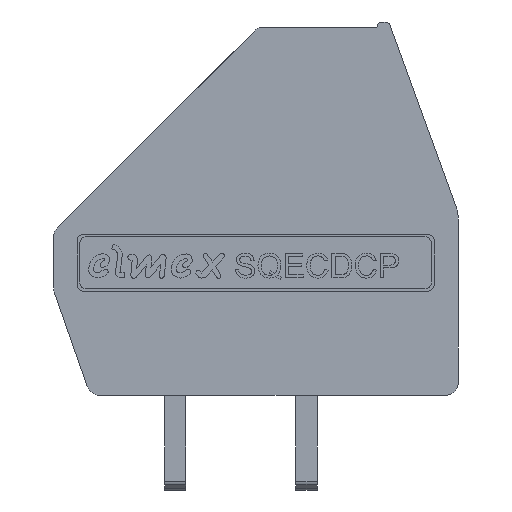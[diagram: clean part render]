
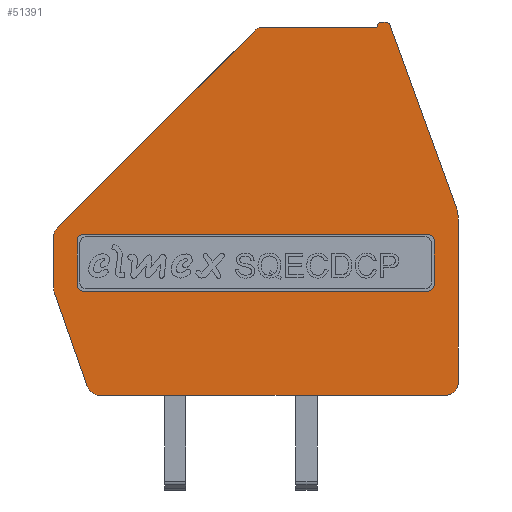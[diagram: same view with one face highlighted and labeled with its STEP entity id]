
A CAD part, front view. The second image highlights one B-rep face of the part: STEP entity #51391.
In plain terms, the highlighted planar face has unit normal (0, -1, 0).
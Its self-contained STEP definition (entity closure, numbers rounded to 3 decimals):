
#1940=CIRCLE('',#53987,0.25);
#1941=CIRCLE('',#53990,0.25);
#1942=CIRCLE('',#53993,0.25);
#1943=CIRCLE('',#53996,0.25);
#1945=CIRCLE('',#54001,0.5);
#1946=CIRCLE('',#54005,0.2);
#1948=CIRCLE('',#54009,0.2);
#1951=CIRCLE('',#54014,1.5);
#2008=CIRCLE('',#54160,0.5);
#2010=CIRCLE('',#54163,0.5);
#2062=CIRCLE('',#54283,0.5);
#2064=CIRCLE('',#54287,0.5);
#4930=LINE('',#77891,#8534);
#4933=LINE('',#77899,#8537);
#4936=LINE('',#77907,#8540);
#4939=LINE('',#77915,#8543);
#4942=LINE('',#77922,#8546);
#4946=LINE('',#77934,#8550);
#4951=LINE('',#77945,#8555);
#4953=LINE('',#77953,#8557);
#4957=LINE('',#77965,#8561);
#4961=LINE('',#77977,#8565);
#5248=LINE('',#79215,#8852);
#5249=LINE('',#79216,#8853);
#8534=VECTOR('',#61762,1000.);
#8537=VECTOR('',#61771,1000.);
#8540=VECTOR('',#61780,1000.);
#8543=VECTOR('',#61789,1000.);
#8546=VECTOR('',#61794,1000.);
#8550=VECTOR('',#61806,1000.);
#8555=VECTOR('',#61813,1000.);
#8557=VECTOR('',#61823,1000.);
#8561=VECTOR('',#61835,1000.);
#8565=VECTOR('',#61847,1000.);
#8852=VECTOR('',#62680,1000.);
#8853=VECTOR('',#62681,1000.);
#18077=ORIENTED_EDGE('',*,*,#24583,.T.);
#18078=ORIENTED_EDGE('',*,*,#24582,.T.);
#18079=ORIENTED_EDGE('',*,*,#24577,.T.);
#18080=ORIENTED_EDGE('',*,*,#24574,.T.);
#18081=ORIENTED_EDGE('',*,*,#24571,.T.);
#18082=ORIENTED_EDGE('',*,*,#24568,.T.);
#18083=ORIENTED_EDGE('',*,*,#24567,.T.);
#18084=ORIENTED_EDGE('',*,*,#24791,.T.);
#18085=ORIENTED_EDGE('',*,*,#25043,.T.);
#18086=ORIENTED_EDGE('',*,*,#24793,.T.);
#18087=ORIENTED_EDGE('',*,*,#24562,.T.);
#18088=ORIENTED_EDGE('',*,*,#24559,.T.);
#18089=ORIENTED_EDGE('',*,*,#24556,.T.);
#18090=ORIENTED_EDGE('',*,*,#25042,.T.);
#18091=ORIENTED_EDGE('',*,*,#25044,.T.);
#18092=ORIENTED_EDGE('',*,*,#25036,.T.);
#18093=ORIENTED_EDGE('',*,*,#24553,.T.);
#18094=ORIENTED_EDGE('',*,*,#24551,.T.);
#18095=ORIENTED_EDGE('',*,*,#24549,.T.);
#18096=ORIENTED_EDGE('',*,*,#24547,.T.);
#18097=ORIENTED_EDGE('',*,*,#24545,.T.);
#18098=ORIENTED_EDGE('',*,*,#24543,.T.);
#18099=ORIENTED_EDGE('',*,*,#24541,.T.);
#18100=ORIENTED_EDGE('',*,*,#24539,.T.);
#24539=EDGE_CURVE('',#28739,#28738,#1940,.F.);
#24541=EDGE_CURVE('',#28740,#28739,#4930,.T.);
#24543=EDGE_CURVE('',#28741,#28740,#1941,.F.);
#24545=EDGE_CURVE('',#28742,#28741,#4933,.T.);
#24547=EDGE_CURVE('',#28743,#28742,#1942,.F.);
#24549=EDGE_CURVE('',#28744,#28743,#4936,.T.);
#24551=EDGE_CURVE('',#28745,#28744,#1943,.F.);
#24553=EDGE_CURVE('',#28738,#28745,#4939,.T.);
#24556=EDGE_CURVE('',#28749,#28748,#4942,.T.);
#24559=EDGE_CURVE('',#28751,#28749,#1945,.T.);
#24562=EDGE_CURVE('',#28753,#28751,#4946,.T.);
#24567=EDGE_CURVE('',#28755,#28757,#4951,.T.);
#24568=EDGE_CURVE('',#28758,#28755,#1946,.T.);
#24571=EDGE_CURVE('',#28760,#28758,#4953,.T.);
#24574=EDGE_CURVE('',#28762,#28760,#1948,.T.);
#24577=EDGE_CURVE('',#28764,#28762,#4957,.T.);
#24582=EDGE_CURVE('',#28767,#28764,#1951,.T.);
#24583=EDGE_CURVE('',#28768,#28767,#4961,.T.);
#24791=EDGE_CURVE('',#28757,#28890,#2008,.T.);
#24793=EDGE_CURVE('',#28892,#28753,#2010,.T.);
#25036=EDGE_CURVE('',#29078,#28768,#2062,.T.);
#25042=EDGE_CURVE('',#28748,#29080,#2064,.T.);
#25043=EDGE_CURVE('',#28890,#28892,#5248,.T.);
#25044=EDGE_CURVE('',#29080,#29078,#5249,.T.);
#28738=VERTEX_POINT('',#77886);
#28739=VERTEX_POINT('',#77888);
#28740=VERTEX_POINT('',#77892);
#28741=VERTEX_POINT('',#77896);
#28742=VERTEX_POINT('',#77900);
#28743=VERTEX_POINT('',#77904);
#28744=VERTEX_POINT('',#77908);
#28745=VERTEX_POINT('',#77912);
#28748=VERTEX_POINT('',#77921);
#28749=VERTEX_POINT('',#77923);
#28751=VERTEX_POINT('',#77929);
#28753=VERTEX_POINT('',#77935);
#28755=VERTEX_POINT('',#77940);
#28757=VERTEX_POINT('',#77944);
#28758=VERTEX_POINT('',#77948);
#28760=VERTEX_POINT('',#77954);
#28762=VERTEX_POINT('',#77960);
#28764=VERTEX_POINT('',#77966);
#28767=VERTEX_POINT('',#77973);
#28768=VERTEX_POINT('',#77978);
#28890=VERTEX_POINT('',#78474);
#28892=VERTEX_POINT('',#78480);
#29078=VERTEX_POINT('',#79203);
#29080=VERTEX_POINT('',#79212);
#31953=EDGE_LOOP('',(#18077,#18078,#18079,#18080,#18081,#18082,#18083,#18084,
#18085,#18086,#18087,#18088,#18089,#18090,#18091,#18092));
#31954=EDGE_LOOP('',(#18093,#18094,#18095,#18096,#18097,#18098,#18099,#18100));
#34135=FACE_BOUND('',#31953,.T.);
#34136=FACE_BOUND('',#31954,.T.);
#35543=PLANE('',#54288);
#51391=ADVANCED_FACE('',(#34135,#34136),#35543,.T.);
#53987=AXIS2_PLACEMENT_3D('',#77887,#61757,#61758);
#53990=AXIS2_PLACEMENT_3D('',#77895,#61766,#61767);
#53993=AXIS2_PLACEMENT_3D('',#77903,#61775,#61776);
#53996=AXIS2_PLACEMENT_3D('',#77911,#61784,#61785);
#54001=AXIS2_PLACEMENT_3D('',#77928,#61800,#61801);
#54005=AXIS2_PLACEMENT_3D('',#77947,#61816,#61817);
#54009=AXIS2_PLACEMENT_3D('',#77959,#61828,#61829);
#54014=AXIS2_PLACEMENT_3D('',#77975,#61843,#61844);
#54160=AXIS2_PLACEMENT_3D('',#78475,#62270,#62271);
#54163=AXIS2_PLACEMENT_3D('',#78479,#62276,#62277);
#54283=AXIS2_PLACEMENT_3D('',#79202,#62664,#62665);
#54287=AXIS2_PLACEMENT_3D('',#79213,#62676,#62677);
#54288=AXIS2_PLACEMENT_3D('',#79214,#62678,#62679);
#61757=DIRECTION('',(0.,-1.,0.));
#61758=DIRECTION('',(0.,0.,-1.));
#61762=DIRECTION('',(0.,0.,1.));
#61766=DIRECTION('',(0.,-1.,0.));
#61767=DIRECTION('',(0.,0.,-1.));
#61771=DIRECTION('',(-1.,0.,0.));
#61775=DIRECTION('',(0.,-1.,0.));
#61776=DIRECTION('',(0.,0.,-1.));
#61780=DIRECTION('',(0.,0.,-1.));
#61784=DIRECTION('',(0.,-1.,0.));
#61785=DIRECTION('',(0.,0.,-1.));
#61789=DIRECTION('',(1.,0.,0.));
#61794=DIRECTION('',(0.33,0.,-0.944));
#61800=DIRECTION('',(0.,-1.,0.));
#61801=DIRECTION('',(1.,0.,0.));
#61806=DIRECTION('',(0.,0.,-1.));
#61813=DIRECTION('',(-1.,0.,0.));
#61816=DIRECTION('',(0.,-1.,0.));
#61817=DIRECTION('',(1.,0.,0.));
#61823=DIRECTION('',(-1.,0.,0.));
#61828=DIRECTION('',(0.,-1.,0.));
#61829=DIRECTION('',(1.,0.,0.));
#61835=DIRECTION('',(-0.342,0.,0.94));
#61843=DIRECTION('',(0.,-1.,0.));
#61844=DIRECTION('',(0.,0.,-1.));
#61847=DIRECTION('',(0.,0.,1.));
#62270=DIRECTION('',(0.,-1.,0.));
#62271=DIRECTION('',(1.,0.,0.));
#62276=DIRECTION('',(0.,-1.,0.));
#62277=DIRECTION('',(1.,0.,0.));
#62664=DIRECTION('',(0.,-1.,0.));
#62665=DIRECTION('',(0.,0.,-1.));
#62676=DIRECTION('',(0.,-1.,0.));
#62677=DIRECTION('',(1.,0.,0.));
#62678=DIRECTION('',(0.,-1.,0.));
#62679=DIRECTION('',(0.,0.,-1.));
#62680=DIRECTION('',(-0.707,0.,-0.707));
#62681=DIRECTION('',(1.,0.,0.));
#77886=CARTESIAN_POINT('',(13.592,-3.26,9.881));
#77887=CARTESIAN_POINT('',(13.592,-3.26,9.631));
#77888=CARTESIAN_POINT('',(13.342,-3.26,9.631));
#77891=CARTESIAN_POINT('',(13.342,-3.26,7.712));
#77892=CARTESIAN_POINT('',(13.342,-3.26,7.962));
#77895=CARTESIAN_POINT('',(13.592,-3.26,7.962));
#77896=CARTESIAN_POINT('',(13.592,-3.26,7.712));
#77899=CARTESIAN_POINT('',(26.926,-3.26,7.712));
#77900=CARTESIAN_POINT('',(26.676,-3.26,7.712));
#77903=CARTESIAN_POINT('',(26.676,-3.26,7.962));
#77904=CARTESIAN_POINT('',(26.926,-3.26,7.962));
#77907=CARTESIAN_POINT('',(26.926,-3.26,9.881));
#77908=CARTESIAN_POINT('',(26.926,-3.26,9.631));
#77911=CARTESIAN_POINT('',(26.676,-3.26,9.631));
#77912=CARTESIAN_POINT('',(26.676,-3.26,9.881));
#77915=CARTESIAN_POINT('',(13.342,-3.26,9.881));
#77921=CARTESIAN_POINT('',(13.733,-3.26,4.085));
#77922=CARTESIAN_POINT('',(12.478,-3.26,7.67));
#77923=CARTESIAN_POINT('',(12.478,-3.26,7.67));
#77928=CARTESIAN_POINT('',(12.95,-3.26,7.835));
#77929=CARTESIAN_POINT('',(12.45,-3.26,7.835));
#77934=CARTESIAN_POINT('',(12.45,-3.26,9.763));
#77935=CARTESIAN_POINT('',(12.45,-3.26,9.763));
#77940=CARTESIAN_POINT('',(24.75,-3.26,17.75));
#77944=CARTESIAN_POINT('',(20.437,-3.26,17.75));
#77945=CARTESIAN_POINT('',(20.437,-3.26,17.75));
#77947=CARTESIAN_POINT('',(24.95,-3.26,17.75));
#77948=CARTESIAN_POINT('',(24.95,-3.26,17.95));
#77953=CARTESIAN_POINT('',(25.062,-3.26,17.95));
#77954=CARTESIAN_POINT('',(25.062,-3.26,17.95));
#77959=CARTESIAN_POINT('',(25.062,-3.26,17.75));
#77960=CARTESIAN_POINT('',(25.25,-3.26,17.818));
#77965=CARTESIAN_POINT('',(25.25,-3.26,17.818));
#77966=CARTESIAN_POINT('',(27.76,-3.26,10.922));
#77973=CARTESIAN_POINT('',(27.85,-3.26,10.409));
#77975=CARTESIAN_POINT('',(26.35,-3.26,10.409));
#77977=CARTESIAN_POINT('',(27.85,-3.26,17.25));
#77978=CARTESIAN_POINT('',(27.85,-3.26,4.25));
#78474=CARTESIAN_POINT('',(20.083,-3.26,17.604));
#78475=CARTESIAN_POINT('',(20.437,-3.26,17.25));
#78479=CARTESIAN_POINT('',(12.95,-3.26,9.763));
#78480=CARTESIAN_POINT('',(12.596,-3.26,10.117));
#79202=CARTESIAN_POINT('',(27.35,-3.26,4.25));
#79203=CARTESIAN_POINT('',(27.35,-3.26,3.75));
#79212=CARTESIAN_POINT('',(14.205,-3.26,3.75));
#79213=CARTESIAN_POINT('',(14.205,-3.26,4.25));
#79214=CARTESIAN_POINT('',(20.437,-3.26,17.25));
#79215=CARTESIAN_POINT('',(20.083,-3.26,17.604));
#79216=CARTESIAN_POINT('',(14.205,-3.26,3.75));
